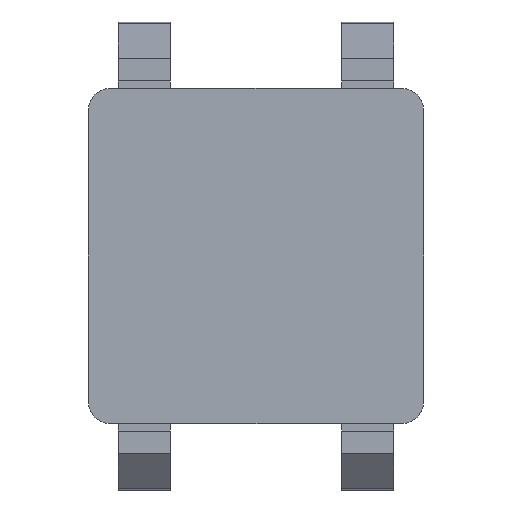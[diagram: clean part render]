
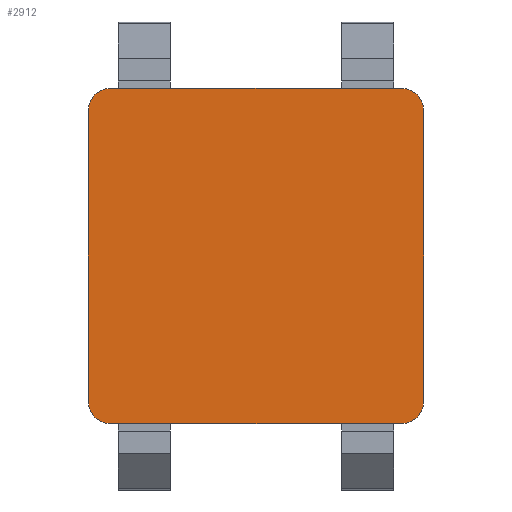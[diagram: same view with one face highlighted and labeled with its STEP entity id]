
A CAD part, front view. The second image highlights one B-rep face of the part: STEP entity #2912.
In plain terms, the highlighted planar face has unit normal (0, -1, 0).
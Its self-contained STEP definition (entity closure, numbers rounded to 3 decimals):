
#41 = EDGE_CURVE ( 'NONE', #853, #160, #3256, .T. ) ;
#160 = VERTEX_POINT ( 'NONE', #1185 ) ;
#174 = EDGE_CURVE ( 'NONE', #1192, #4004, #6642, .T. ) ;
#242 = CARTESIAN_POINT ( 'NONE',  ( -1.95, 0., -1.95 ) ) ;
#379 = DIRECTION ( 'NONE',  ( -1., 0., 0. ) ) ;
#477 = CARTESIAN_POINT ( 'NONE',  ( 2.25, 0., 1.95 ) ) ;
#504 = ORIENTED_EDGE ( 'NONE', *, *, #992, .T. ) ;
#583 = CARTESIAN_POINT ( 'NONE',  ( -2.25, 0., -1.95 ) ) ;
#748 = EDGE_CURVE ( 'NONE', #6101, #5224, #5262, .T. ) ;
#853 = VERTEX_POINT ( 'NONE', #583 ) ;
#936 = AXIS2_PLACEMENT_3D ( 'NONE', #6079, #1995, #3947 ) ;
#972 = AXIS2_PLACEMENT_3D ( 'NONE', #4960, #3477, #2335 ) ;
#992 = EDGE_CURVE ( 'NONE', #2713, #3911, #6669, .T. ) ;
#1043 = CARTESIAN_POINT ( 'NONE',  ( -2.25, 0., 2.25 ) ) ;
#1078 = CARTESIAN_POINT ( 'NONE',  ( -2.25, 0., 1.95 ) ) ;
#1142 = CARTESIAN_POINT ( 'NONE',  ( 2.25, 0., -2.25 ) ) ;
#1150 = DIRECTION ( 'NONE',  ( 0., -1., 0. ) ) ;
#1185 = CARTESIAN_POINT ( 'NONE',  ( -1.95, 0., -2.25 ) ) ;
#1192 = VERTEX_POINT ( 'NONE', #477 ) ;
#1689 = EDGE_CURVE ( 'NONE', #2713, #4004, #4085, .T. ) ;
#1995 = DIRECTION ( 'NONE',  ( 0., -1., 0. ) ) ;
#2038 = CARTESIAN_POINT ( 'NONE',  ( -2.25, 0., -2.25 ) ) ;
#2144 = ORIENTED_EDGE ( 'NONE', *, *, #3087, .F. ) ;
#2251 = CARTESIAN_POINT ( 'NONE',  ( 1.95, 0., -2.25 ) ) ;
#2312 = ORIENTED_EDGE ( 'NONE', *, *, #4139, .F. ) ;
#2335 = DIRECTION ( 'NONE',  ( 0., 0., 1. ) ) ;
#2364 = AXIS2_PLACEMENT_3D ( 'NONE', #242, #3864, #2819 ) ;
#2649 = ORIENTED_EDGE ( 'NONE', *, *, #3633, .F. ) ;
#2695 = FACE_OUTER_BOUND ( 'NONE', #6072, .T. ) ;
#2713 = VERTEX_POINT ( 'NONE', #4391 ) ;
#2819 = DIRECTION ( 'NONE',  ( 0., 0., 1. ) ) ;
#2912 = ADVANCED_FACE ( 'NONE', ( #2695 ), #3804, .F. ) ;
#3087 = EDGE_CURVE ( 'NONE', #853, #3911, #3541, .T. ) ;
#3164 = LINE ( 'NONE', #1142, #6512 ) ;
#3221 = DIRECTION ( 'NONE',  ( 0., 0., -1. ) ) ;
#3241 = DIRECTION ( 'NONE',  ( 0., -1., 0. ) ) ;
#3256 = CIRCLE ( 'NONE', #2364, 0.3 ) ;
#3477 = DIRECTION ( 'NONE',  ( 0., 1., 0. ) ) ;
#3541 = LINE ( 'NONE', #2038, #6699 ) ;
#3633 = EDGE_CURVE ( 'NONE', #1192, #5224, #3164, .T. ) ;
#3804 = PLANE ( 'NONE',  #972 ) ;
#3864 = DIRECTION ( 'NONE',  ( 0., -1., 0. ) ) ;
#3911 = VERTEX_POINT ( 'NONE', #1078 ) ;
#3947 = DIRECTION ( 'NONE',  ( 0., 0., 1. ) ) ;
#4004 = VERTEX_POINT ( 'NONE', #5824 ) ;
#4085 = LINE ( 'NONE', #1043, #6334 ) ;
#4090 = ORIENTED_EDGE ( 'NONE', *, *, #748, .T. ) ;
#4139 = EDGE_CURVE ( 'NONE', #6101, #160, #5466, .T. ) ;
#4380 = ORIENTED_EDGE ( 'NONE', *, *, #174, .T. ) ;
#4391 = CARTESIAN_POINT ( 'NONE',  ( -1.95, 0., 2.25 ) ) ;
#4775 = ORIENTED_EDGE ( 'NONE', *, *, #41, .T. ) ;
#4777 = VECTOR ( 'NONE', #379, 1000. ) ;
#4790 = ORIENTED_EDGE ( 'NONE', *, *, #1689, .F. ) ;
#4960 = CARTESIAN_POINT ( 'NONE',  ( 0., 0., 0. ) ) ;
#5023 = CARTESIAN_POINT ( 'NONE',  ( -2.25, 0., -2.25 ) ) ;
#5224 = VERTEX_POINT ( 'NONE', #6067 ) ;
#5262 = CIRCLE ( 'NONE', #936, 0.3 ) ;
#5302 = DIRECTION ( 'NONE',  ( 0., 0., 1. ) ) ;
#5336 = CARTESIAN_POINT ( 'NONE',  ( -1.95, 0., 1.95 ) ) ;
#5466 = LINE ( 'NONE', #5023, #4777 ) ;
#5614 = DIRECTION ( 'NONE',  ( 0., 0., 1. ) ) ;
#5658 = DIRECTION ( 'NONE',  ( 1., 0., 0. ) ) ;
#5704 = AXIS2_PLACEMENT_3D ( 'NONE', #5336, #3241, #5302 ) ;
#5783 = AXIS2_PLACEMENT_3D ( 'NONE', #5893, #1150, #6400 ) ;
#5824 = CARTESIAN_POINT ( 'NONE',  ( 1.95, 0., 2.25 ) ) ;
#5893 = CARTESIAN_POINT ( 'NONE',  ( 1.95, 0., 1.95 ) ) ;
#6067 = CARTESIAN_POINT ( 'NONE',  ( 2.25, 0., -1.95 ) ) ;
#6072 = EDGE_LOOP ( 'NONE', ( #2144, #4775, #2312, #4090, #2649, #4380, #4790, #504 ) ) ;
#6079 = CARTESIAN_POINT ( 'NONE',  ( 1.95, 0., -1.95 ) ) ;
#6101 = VERTEX_POINT ( 'NONE', #2251 ) ;
#6334 = VECTOR ( 'NONE', #5658, 1000. ) ;
#6400 = DIRECTION ( 'NONE',  ( 0., 0., 1. ) ) ;
#6512 = VECTOR ( 'NONE', #3221, 1000. ) ;
#6642 = CIRCLE ( 'NONE', #5783, 0.3 ) ;
#6669 = CIRCLE ( 'NONE', #5704, 0.3 ) ;
#6699 = VECTOR ( 'NONE', #5614, 1000. ) ;
